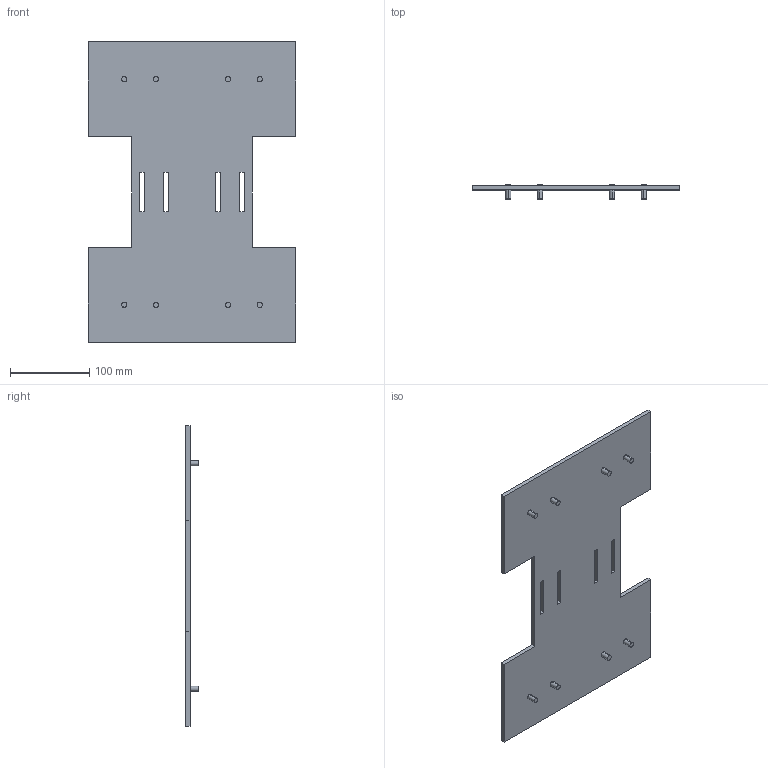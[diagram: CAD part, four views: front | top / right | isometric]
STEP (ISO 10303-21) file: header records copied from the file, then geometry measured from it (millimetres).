
FILE_DESCRIPTION (( 'STEP AP203' ), '1' );
FILE_NAME ('Part1_Default_sldprt.STEP', '2022-02-22T13:17:17', ( '' ), ( '' ), 'SwSTEP 2.0', 'SolidWorks 2021', '' );
FILE_SCHEMA (( 'CONFIG_CONTROL_DESIGN' ));
Length unit declared in the file: millimetre
Products named in the file (1): Part1_Default_sldprt
Bounding box: 262 x 17.56 x 380 mm (x, y, z)
Volume: 440152.7 mm3; surface area: 179232.8 mm2
Topology: 5 solids, 5 shells, 78 faces, 180 edges, 120 vertices
Faces by surface type: plane 46, cylinder 32
Entity records: 2329 total; most frequent: DIRECTION 402, CARTESIAN_POINT 379, ORIENTED_EDGE 360, EDGE_CURVE 180, AXIS2_PLACEMENT_3D 143, VERTEX_POINT 120, LINE 116, VECTOR 116
